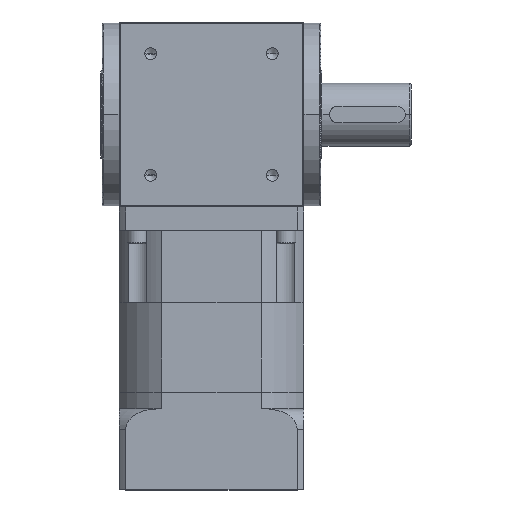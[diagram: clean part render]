
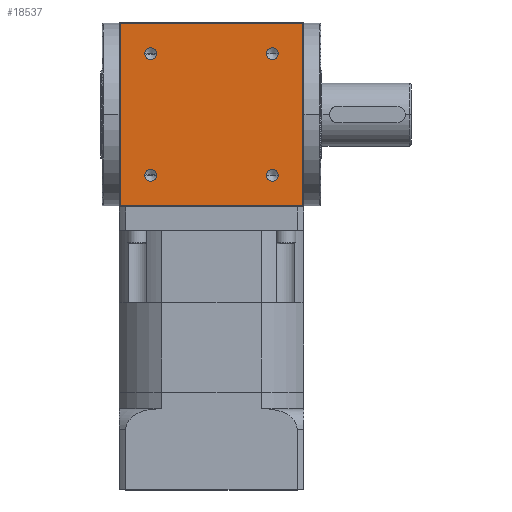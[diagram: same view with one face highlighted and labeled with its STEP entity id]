
A CAD part, top view. The second image highlights one B-rep face of the part: STEP entity #18537.
In plain terms, the highlighted planar face has unit normal (0, 0, 1).
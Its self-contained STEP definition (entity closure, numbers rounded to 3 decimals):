
#187 = EDGE_LOOP ( 'NONE', ( #13465, #14969, #10886, #4892 ) ) ;
#346 = DIRECTION ( 'NONE',  ( 0., 0., 1. ) ) ;
#571 = CARTESIAN_POINT ( 'NONE',  ( 65.478, 72.478, 110. ) ) ;
#1523 = VERTEX_POINT ( 'NONE', #5618 ) ;
#1533 = CARTESIAN_POINT ( 'NONE',  ( 72.478, 72.478, 110. ) ) ;
#1580 = CARTESIAN_POINT ( 'NONE',  ( 79.478, -72.478, 110. ) ) ;
#1725 = VERTEX_POINT ( 'NONE', #28108 ) ;
#2272 = CARTESIAN_POINT ( 'NONE',  ( 0., -108.5, 110. ) ) ;
#2482 = CARTESIAN_POINT ( 'NONE',  ( 0., 0., 110. ) ) ;
#3221 = CIRCLE ( 'NONE', #15311, 7. ) ;
#3469 = CARTESIAN_POINT ( 'NONE',  ( -79.478, 72.478, 110. ) ) ;
#3518 = LINE ( 'NONE', #19036, #4986 ) ;
#3889 = DIRECTION ( 'NONE',  ( 1., 0., 0. ) ) ;
#4630 = DIRECTION ( 'NONE',  ( 1., 0., 0. ) ) ;
#4805 = LINE ( 'NONE', #2272, #28509 ) ;
#4847 = DIRECTION ( 'NONE',  ( 1., 0., 0. ) ) ;
#4892 = ORIENTED_EDGE ( 'NONE', *, *, #26195, .T. ) ;
#4894 = ORIENTED_EDGE ( 'NONE', *, *, #15704, .F. ) ;
#4986 = VECTOR ( 'NONE', #5151, 1000. ) ;
#5151 = DIRECTION ( 'NONE',  ( -1., 0., 0. ) ) ;
#5166 = CARTESIAN_POINT ( 'NONE',  ( -65.478, -72.478, 110. ) ) ;
#5231 = LINE ( 'NONE', #26039, #16192 ) ;
#5551 = DIRECTION ( 'NONE',  ( 0., 0., 1. ) ) ;
#5618 = CARTESIAN_POINT ( 'NONE',  ( -79.478, -72.478, 110. ) ) ;
#5909 = ORIENTED_EDGE ( 'NONE', *, *, #20354, .F. ) ;
#6540 = EDGE_CURVE ( 'NONE', #19722, #13326, #11182, .T. ) ;
#6641 = CIRCLE ( 'NONE', #7443, 7. ) ;
#7001 = AXIS2_PLACEMENT_3D ( 'NONE', #21825, #8095, #24081 ) ;
#7132 = PLANE ( 'NONE',  #12082 ) ;
#7443 = AXIS2_PLACEMENT_3D ( 'NONE', #21263, #7481, #23534 ) ;
#7481 = DIRECTION ( 'NONE',  ( 0., 0., 1. ) ) ;
#7757 = LINE ( 'NONE', #28986, #25291 ) ;
#8095 = DIRECTION ( 'NONE',  ( 0., 0., 1. ) ) ;
#8173 = DIRECTION ( 'NONE',  ( 0., 0., 1. ) ) ;
#9264 = DIRECTION ( 'NONE',  ( 0., 0., 1. ) ) ;
#10196 = VERTEX_POINT ( 'NONE', #16074 ) ;
#10886 = ORIENTED_EDGE ( 'NONE', *, *, #25788, .T. ) ;
#10987 = VERTEX_POINT ( 'NONE', #5166 ) ;
#11182 = CIRCLE ( 'NONE', #20438, 7. ) ;
#12082 = AXIS2_PLACEMENT_3D ( 'NONE', #2482, #18747, #4847 ) ;
#12683 = FACE_BOUND ( 'NONE', #17992, .T. ) ;
#12882 = ORIENTED_EDGE ( 'NONE', *, *, #18166, .F. ) ;
#12958 = FACE_BOUND ( 'NONE', #18642, .T. ) ;
#13084 = DIRECTION ( 'NONE',  ( 0., 1., 0. ) ) ;
#13261 = CARTESIAN_POINT ( 'NONE',  ( -65.478, 72.478, 110. ) ) ;
#13326 = VERTEX_POINT ( 'NONE', #26608 ) ;
#13465 = ORIENTED_EDGE ( 'NONE', *, *, #23558, .T. ) ;
#13481 = FACE_OUTER_BOUND ( 'NONE', #187, .T. ) ;
#13535 = ORIENTED_EDGE ( 'NONE', *, *, #21309, .F. ) ;
#13642 = FACE_BOUND ( 'NONE', #14197, .T. ) ;
#13793 = CIRCLE ( 'NONE', #7001, 7. ) ;
#14197 = EDGE_LOOP ( 'NONE', ( #5909, #12882 ) ) ;
#14260 = EDGE_LOOP ( 'NONE', ( #24481, #4894 ) ) ;
#14348 = ORIENTED_EDGE ( 'NONE', *, *, #6540, .F. ) ;
#14356 = CARTESIAN_POINT ( 'NONE',  ( 72.478, -72.478, 110. ) ) ;
#14732 = CIRCLE ( 'NONE', #20682, 7. ) ;
#14969 = ORIENTED_EDGE ( 'NONE', *, *, #24893, .T. ) ;
#15044 = FACE_BOUND ( 'NONE', #14260, .T. ) ;
#15297 = CARTESIAN_POINT ( 'NONE',  ( 72.478, -72.478, 110. ) ) ;
#15311 = AXIS2_PLACEMENT_3D ( 'NONE', #19420, #5551, #21696 ) ;
#15378 = DIRECTION ( 'NONE',  ( 1., 0., 0. ) ) ;
#15485 = AXIS2_PLACEMENT_3D ( 'NONE', #14356, #346, #16646 ) ;
#15704 = EDGE_CURVE ( 'NONE', #19779, #18329, #14732, .T. ) ;
#15717 = CIRCLE ( 'NONE', #20965, 7. ) ;
#16074 = CARTESIAN_POINT ( 'NONE',  ( 108.5, -108.5, 110. ) ) ;
#16192 = VECTOR ( 'NONE', #19340, 1000. ) ;
#16646 = DIRECTION ( 'NONE',  ( 1., 0., 0. ) ) ;
#16838 = DIRECTION ( 'NONE',  ( 0., 0., 1. ) ) ;
#17658 = CARTESIAN_POINT ( 'NONE',  ( -108.5, 108.5, 110. ) ) ;
#17825 = DIRECTION ( 'NONE',  ( 0., 0., 1. ) ) ;
#17992 = EDGE_LOOP ( 'NONE', ( #13535, #14348 ) ) ;
#18166 = EDGE_CURVE ( 'NONE', #19237, #25259, #13793, .T. ) ;
#18245 = ORIENTED_EDGE ( 'NONE', *, *, #22623, .F. ) ;
#18329 = VERTEX_POINT ( 'NONE', #1580 ) ;
#18537 = ADVANCED_FACE ( 'NONE', ( #13642, #12683, #15044, #12958, #13481 ), #7132, .T. ) ;
#18605 = CARTESIAN_POINT ( 'NONE',  ( 108.5, 108.5, 110. ) ) ;
#18642 = EDGE_LOOP ( 'NONE', ( #18245, #19257 ) ) ;
#18747 = DIRECTION ( 'NONE',  ( 0., 0., 1. ) ) ;
#19036 = CARTESIAN_POINT ( 'NONE',  ( 0., 108.5, 110. ) ) ;
#19237 = VERTEX_POINT ( 'NONE', #3469 ) ;
#19257 = ORIENTED_EDGE ( 'NONE', *, *, #21582, .F. ) ;
#19340 = DIRECTION ( 'NONE',  ( 0., -1., 0. ) ) ;
#19420 = CARTESIAN_POINT ( 'NONE',  ( -72.478, -72.478, 110. ) ) ;
#19722 = VERTEX_POINT ( 'NONE', #571 ) ;
#19743 = CIRCLE ( 'NONE', #15485, 7. ) ;
#19779 = VERTEX_POINT ( 'NONE', #28467 ) ;
#20354 = EDGE_CURVE ( 'NONE', #25259, #19237, #20925, .T. ) ;
#20438 = AXIS2_PLACEMENT_3D ( 'NONE', #24684, #16838, #15378 ) ;
#20682 = AXIS2_PLACEMENT_3D ( 'NONE', #15297, #9264, #29445 ) ;
#20697 = VERTEX_POINT ( 'NONE', #17658 ) ;
#20925 = CIRCLE ( 'NONE', #29848, 7. ) ;
#20965 = AXIS2_PLACEMENT_3D ( 'NONE', #1533, #17825, #3889 ) ;
#21263 = CARTESIAN_POINT ( 'NONE',  ( -72.478, -72.478, 110. ) ) ;
#21309 = EDGE_CURVE ( 'NONE', #13326, #19722, #15717, .T. ) ;
#21508 = VERTEX_POINT ( 'NONE', #18605 ) ;
#21582 = EDGE_CURVE ( 'NONE', #1523, #10987, #6641, .T. ) ;
#21696 = DIRECTION ( 'NONE',  ( 1., 0., 0. ) ) ;
#21825 = CARTESIAN_POINT ( 'NONE',  ( -72.478, 72.478, 110. ) ) ;
#21894 = CARTESIAN_POINT ( 'NONE',  ( -72.478, 72.478, 110. ) ) ;
#22050 = EDGE_CURVE ( 'NONE', #18329, #19779, #19743, .T. ) ;
#22623 = EDGE_CURVE ( 'NONE', #10987, #1523, #3221, .T. ) ;
#23534 = DIRECTION ( 'NONE',  ( 1., 0., 0. ) ) ;
#23558 = EDGE_CURVE ( 'NONE', #21508, #20697, #3518, .T. ) ;
#24081 = DIRECTION ( 'NONE',  ( 1., 0., 0. ) ) ;
#24155 = DIRECTION ( 'NONE',  ( 1., 0., 0. ) ) ;
#24481 = ORIENTED_EDGE ( 'NONE', *, *, #22050, .F. ) ;
#24684 = CARTESIAN_POINT ( 'NONE',  ( 72.478, 72.478, 110. ) ) ;
#24893 = EDGE_CURVE ( 'NONE', #20697, #1725, #5231, .T. ) ;
#25259 = VERTEX_POINT ( 'NONE', #13261 ) ;
#25291 = VECTOR ( 'NONE', #13084, 1000. ) ;
#25788 = EDGE_CURVE ( 'NONE', #1725, #10196, #4805, .T. ) ;
#26039 = CARTESIAN_POINT ( 'NONE',  ( -108.5, 0., 110. ) ) ;
#26195 = EDGE_CURVE ( 'NONE', #10196, #21508, #7757, .T. ) ;
#26608 = CARTESIAN_POINT ( 'NONE',  ( 79.478, 72.478, 110. ) ) ;
#28108 = CARTESIAN_POINT ( 'NONE',  ( -108.5, -108.5, 110. ) ) ;
#28467 = CARTESIAN_POINT ( 'NONE',  ( 65.478, -72.478, 110. ) ) ;
#28509 = VECTOR ( 'NONE', #4630, 1000. ) ;
#28986 = CARTESIAN_POINT ( 'NONE',  ( 108.5, 0., 110. ) ) ;
#29445 = DIRECTION ( 'NONE',  ( 1., 0., 0. ) ) ;
#29848 = AXIS2_PLACEMENT_3D ( 'NONE', #21894, #8173, #24155 ) ;
